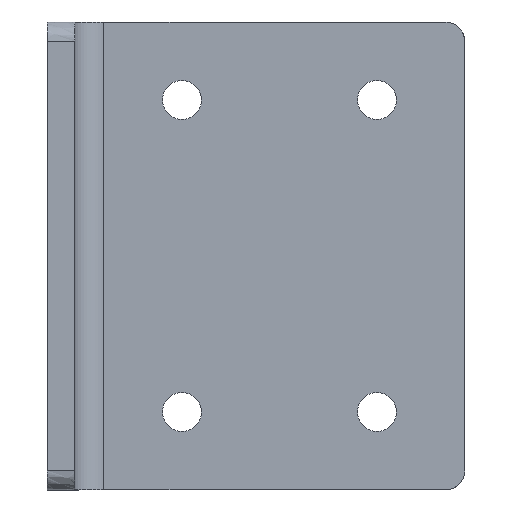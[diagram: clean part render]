
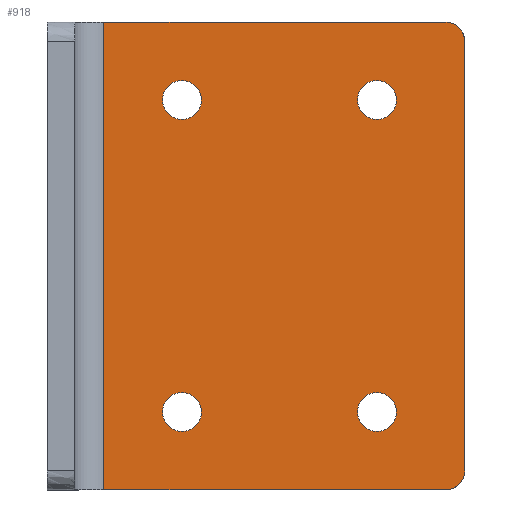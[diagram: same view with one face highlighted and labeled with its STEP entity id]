
A CAD part, front view. The second image highlights one B-rep face of the part: STEP entity #918.
In plain terms, the highlighted planar face has unit normal (0, -1, 0).
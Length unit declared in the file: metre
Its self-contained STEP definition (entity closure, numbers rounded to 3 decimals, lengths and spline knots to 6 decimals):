
#52 = CARTESIAN_POINT('NONE', (0, 0, -0));
#53 = VERTEX_POINT('NONE', #52);
#56 = CARTESIAN_POINT('NONE', (0, 0, -0.1524));
#57 = VERTEX_POINT('NONE', #56);
#60 = CARTESIAN_POINT('NONE', (0.03175, 0, -0.0254));
#61 = VERTEX_POINT('NONE', #60);
#64 = CARTESIAN_POINT('NONE', (0.09525, 0, -0.127));
#65 = VERTEX_POINT('NONE', #64);
#68 = CARTESIAN_POINT('NONE', (0.03175, 0, -0.127));
#69 = VERTEX_POINT('NONE', #68);
#72 = CARTESIAN_POINT('NONE', (0.09525, 0, -0.0254));
#73 = VERTEX_POINT('NONE', #72);
#76 = CARTESIAN_POINT('NONE', (0.117475, 0, -0.14605));
#77 = VERTEX_POINT('NONE', #76);
#82 = CARTESIAN_POINT('NONE', (0.111125, 0, -0.1524));
#83 = VERTEX_POINT('NONE', #82);
#84 = CARTESIAN_POINT('NONE', (0.111125, 0, -0));
#85 = VERTEX_POINT('NONE', #84);
#90 = CARTESIAN_POINT('NONE', (0.117475, 0, -0.00635));
#91 = VERTEX_POINT('NONE', #90);
#268 = DIRECTION('NONE', (0, 0, 1));
#269 = VECTOR('NONE', #268, 1);
#270 = CARTESIAN_POINT('NONE', (0, 0, -0.1524));
#271 = LINE('NONE', #270, #269);
#276 = CARTESIAN_POINT('NONE', (0.03175, 0, -0.0254));
#277 = CARTESIAN_POINT('NONE', (0.03175, 0, -0.01905));
#278 = CARTESIAN_POINT('NONE', (0.0254, 0, -0.01905));
#279 = CARTESIAN_POINT('NONE', (0.01905, 0, -0.01905));
#280 = CARTESIAN_POINT('NONE', (0.01905, 0, -0.0254));
#281 = CARTESIAN_POINT('NONE', (0.01905, 0, -0.03175));
#282 = CARTESIAN_POINT('NONE', (0.0254, 0, -0.03175));
#283 = CARTESIAN_POINT('NONE', (0.03175, 0, -0.03175));
#284 = CARTESIAN_POINT('NONE', (0.03175, 0, -0.0254));
#285 = (
  BOUNDED_CURVE()
  B_SPLINE_CURVE(2, (#276, #277, #278, #279, #280, #281, #282, #283, #284), .UNSPECIFIED., .F., .F.)
  B_SPLINE_CURVE_WITH_KNOTS((3, 2, 2, 2, 3), (539.75, 540, 540.25, 540.5, 540.75), .UNSPECIFIED.)
  CURVE()
  GEOMETRIC_REPRESENTATION_ITEM()
  RATIONAL_B_SPLINE_CURVE((1, 0.707, 1, 0.707, 1, 0.707, 1, 0.707, 1))
  REPRESENTATION_ITEM('NONE')
);
#300 = CARTESIAN_POINT('NONE', (0.09525, 0, -0.127));
#301 = CARTESIAN_POINT('NONE', (0.09525, 0, -0.12065));
#302 = CARTESIAN_POINT('NONE', (0.0889, 0, -0.12065));
#303 = CARTESIAN_POINT('NONE', (0.08255, 0, -0.12065));
#304 = CARTESIAN_POINT('NONE', (0.08255, 0, -0.127));
#305 = CARTESIAN_POINT('NONE', (0.08255, 0, -0.13335));
#306 = CARTESIAN_POINT('NONE', (0.0889, 0, -0.13335));
#307 = CARTESIAN_POINT('NONE', (0.09525, 0, -0.13335));
#308 = CARTESIAN_POINT('NONE', (0.09525, 0, -0.127));
#309 = (
  BOUNDED_CURVE()
  B_SPLINE_CURVE(2, (#300, #301, #302, #303, #304, #305, #306, #307, #308), .UNSPECIFIED., .F., .F.)
  B_SPLINE_CURVE_WITH_KNOTS((3, 2, 2, 2, 3), (540.75, 541, 541.25, 541.5, 541.75), .UNSPECIFIED.)
  CURVE()
  GEOMETRIC_REPRESENTATION_ITEM()
  RATIONAL_B_SPLINE_CURVE((1, 0.707, 1, 0.707, 1, 0.707, 1, 0.707, 1))
  REPRESENTATION_ITEM('NONE')
);
#324 = CARTESIAN_POINT('NONE', (0.03175, 0, -0.127));
#325 = CARTESIAN_POINT('NONE', (0.03175, 0, -0.12065));
#326 = CARTESIAN_POINT('NONE', (0.0254, 0, -0.12065));
#327 = CARTESIAN_POINT('NONE', (0.01905, 0, -0.12065));
#328 = CARTESIAN_POINT('NONE', (0.01905, 0, -0.127));
#329 = CARTESIAN_POINT('NONE', (0.01905, 0, -0.13335));
#330 = CARTESIAN_POINT('NONE', (0.0254, 0, -0.13335));
#331 = CARTESIAN_POINT('NONE', (0.03175, 0, -0.13335));
#332 = CARTESIAN_POINT('NONE', (0.03175, 0, -0.127));
#333 = (
  BOUNDED_CURVE()
  B_SPLINE_CURVE(2, (#324, #325, #326, #327, #328, #329, #330, #331, #332), .UNSPECIFIED., .F., .F.)
  B_SPLINE_CURVE_WITH_KNOTS((3, 2, 2, 2, 3), (541.75, 542, 542.25, 542.5, 542.75), .UNSPECIFIED.)
  CURVE()
  GEOMETRIC_REPRESENTATION_ITEM()
  RATIONAL_B_SPLINE_CURVE((1, 0.707, 1, 0.707, 1, 0.707, 1, 0.707, 1))
  REPRESENTATION_ITEM('NONE')
);
#348 = CARTESIAN_POINT('NONE', (0.09525, 0, -0.0254));
#349 = CARTESIAN_POINT('NONE', (0.09525, 0, -0.01905));
#350 = CARTESIAN_POINT('NONE', (0.0889, 0, -0.01905));
#351 = CARTESIAN_POINT('NONE', (0.08255, 0, -0.01905));
#352 = CARTESIAN_POINT('NONE', (0.08255, 0, -0.0254));
#353 = CARTESIAN_POINT('NONE', (0.08255, 0, -0.03175));
#354 = CARTESIAN_POINT('NONE', (0.0889, 0, -0.03175));
#355 = CARTESIAN_POINT('NONE', (0.09525, 0, -0.03175));
#356 = CARTESIAN_POINT('NONE', (0.09525, 0, -0.0254));
#357 = (
  BOUNDED_CURVE()
  B_SPLINE_CURVE(2, (#348, #349, #350, #351, #352, #353, #354, #355, #356), .UNSPECIFIED., .F., .F.)
  B_SPLINE_CURVE_WITH_KNOTS((3, 2, 2, 2, 3), (542.75, 543, 543.25, 543.5, 543.75), .UNSPECIFIED.)
  CURVE()
  GEOMETRIC_REPRESENTATION_ITEM()
  RATIONAL_B_SPLINE_CURVE((1, 0.707, 1, 0.707, 1, 0.707, 1, 0.707, 1))
  REPRESENTATION_ITEM('NONE')
);
#384 = CARTESIAN_POINT('NONE', (0.111125, 0, -0.1524));
#385 = CARTESIAN_POINT('NONE', (0.117475, 0, -0.1524));
#386 = CARTESIAN_POINT('NONE', (0.117475, 0, -0.14605));
#387 = (
  BOUNDED_CURVE()
  B_SPLINE_CURVE(2, (#384, #385, #386), .UNSPECIFIED., .F., .F.)
  B_SPLINE_CURVE_WITH_KNOTS((3, 3), (-1, -0), .UNSPECIFIED.)
  CURVE()
  GEOMETRIC_REPRESENTATION_ITEM()
  RATIONAL_B_SPLINE_CURVE((1, 0.707, 1))
  REPRESENTATION_ITEM('NONE')
);
#388 = DIRECTION('NONE', (-1, 0, 0));
#389 = VECTOR('NONE', #388, 1);
#390 = CARTESIAN_POINT('NONE', (0.111125, 0, -0.1524));
#391 = LINE('NONE', #390, #389);
#408 = CARTESIAN_POINT('NONE', (0.117475, 0, -0.00635));
#409 = CARTESIAN_POINT('NONE', (0.117475, 0, -0));
#410 = CARTESIAN_POINT('NONE', (0.111125, 0, -0));
#411 = (
  BOUNDED_CURVE()
  B_SPLINE_CURVE(2, (#408, #409, #410), .UNSPECIFIED., .F., .F.)
  B_SPLINE_CURVE_WITH_KNOTS((3, 3), (-1, -0), .UNSPECIFIED.)
  CURVE()
  GEOMETRIC_REPRESENTATION_ITEM()
  RATIONAL_B_SPLINE_CURVE((1, 0.707, 1))
  REPRESENTATION_ITEM('NONE')
);
#412 = DIRECTION('NONE', (1, 0, 0));
#413 = VECTOR('NONE', #412, 1);
#414 = CARTESIAN_POINT('NONE', (0, 0, -0));
#415 = LINE('NONE', #414, #413);
#420 = DIRECTION('NONE', (0, 0, -1));
#421 = VECTOR('NONE', #420, 1);
#422 = CARTESIAN_POINT('NONE', (0.117475, 0, -0.00635));
#423 = LINE('NONE', #422, #421);
#466 = EDGE_CURVE('NONE', #57, #53, #271, .T.);
#468 = EDGE_CURVE('NONE', #61, #61, #285, .T.);
#471 = EDGE_CURVE('NONE', #65, #65, #309, .T.);
#474 = EDGE_CURVE('NONE', #69, #69, #333, .T.);
#477 = EDGE_CURVE('NONE', #73, #73, #357, .T.);
#483 = EDGE_CURVE('NONE', #83, #77, #387, .T.);
#484 = EDGE_CURVE('NONE', #83, #57, #391, .T.);
#489 = EDGE_CURVE('NONE', #91, #85, #411, .T.);
#490 = EDGE_CURVE('NONE', #53, #85, #415, .T.);
#492 = EDGE_CURVE('NONE', #91, #77, #423, .T.);
#698 = CARTESIAN_POINT('NONE', (0, 0, -0));
#699 = DIRECTION('NONE', (0, 1, 0));
#700 = AXIS2_PLACEMENT_3D('NONE', #698, #699, $);
#701 = PLANE('NONE', #700);
#898 = ORIENTED_EDGE('NONE', *, *, #490, .T.);
#899 = ORIENTED_EDGE('NONE', *, *, #489, .F.);
#900 = ORIENTED_EDGE('NONE', *, *, #492, .T.);
#901 = ORIENTED_EDGE('NONE', *, *, #483, .F.);
#902 = ORIENTED_EDGE('NONE', *, *, #484, .T.);
#903 = ORIENTED_EDGE('NONE', *, *, #466, .T.);
#904 = ORIENTED_EDGE('NONE', *, *, #468, .T.);
#905 = ORIENTED_EDGE('NONE', *, *, #471, .T.);
#906 = ORIENTED_EDGE('NONE', *, *, #474, .T.);
#907 = ORIENTED_EDGE('NONE', *, *, #477, .T.);
#908 = EDGE_LOOP('NONE', (#898, #899, #900, #901, #902, #903));
#909 = FACE_BOUND('NONE', #908, .F.);
#910 = EDGE_LOOP('NONE', (#904));
#911 = FACE_BOUND('NONE', #910, .F.);
#912 = EDGE_LOOP('NONE', (#905));
#913 = FACE_BOUND('NONE', #912, .F.);
#914 = EDGE_LOOP('NONE', (#906));
#915 = FACE_BOUND('NONE', #914, .F.);
#916 = EDGE_LOOP('NONE', (#907));
#917 = FACE_BOUND('NONE', #916, .F.);
#918 = ADVANCED_FACE('NONE', (#909, #911, #913, #915, #917), #701, .F.);
